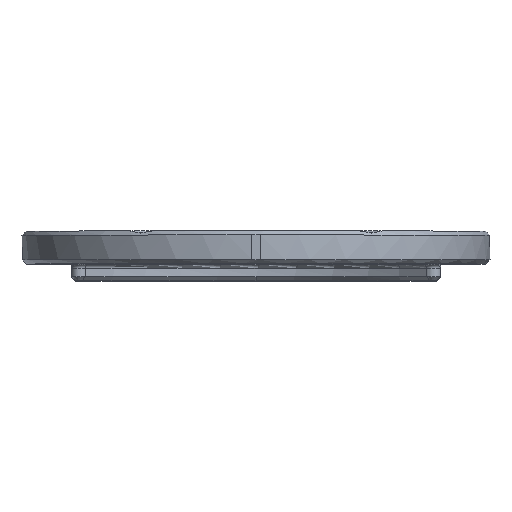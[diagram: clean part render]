
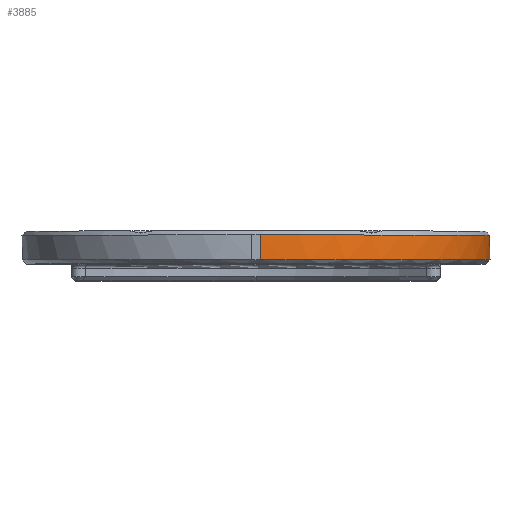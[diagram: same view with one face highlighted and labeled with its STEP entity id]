
A CAD part, top view. The second image highlights one B-rep face of the part: STEP entity #3885.
In plain terms, the highlighted cylindrical face has radius 28.5 mm (diameter 57 mm), a partial arc.
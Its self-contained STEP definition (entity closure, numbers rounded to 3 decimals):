
#11 = CARTESIAN_POINT ( 'NONE',  ( 0.5, 3.5, 18.496 ) ) ;
#28 = CARTESIAN_POINT ( 'NONE',  ( 0.5, 0.5, 18.496 ) ) ;
#29 = CARTESIAN_POINT ( 'NONE',  ( 22.893, 1.5, -26.975 ) ) ;
#66 = CARTESIAN_POINT ( 'NONE',  ( 22.947, 3.5, 7.102 ) ) ;
#92 = CARTESIAN_POINT ( 'NONE',  ( 28.496, 3.5, -7.352 ) ) ;
#118 = VERTEX_POINT ( 'NONE', #3402 ) ;
#220 = B_SPLINE_CURVE_WITH_KNOTS ( 'NONE', 3,
 ( #3019, #29, #351, #1782 ),
 .UNSPECIFIED., .F., .F.,
 ( 4, 4 ),
 ( 0., 1. ),
 .UNSPECIFIED. ) ;
#235 = ORIENTED_EDGE ( 'NONE', *, *, #1837, .F. ) ;
#282 = CARTESIAN_POINT ( 'NONE',  ( 22.947, 0.5, 7.102 ) ) ;
#347 = CARTESIAN_POINT ( 'NONE',  ( 0.5, 3.5, 18.496 ) ) ;
#351 = CARTESIAN_POINT ( 'NONE',  ( 22.893, 2.5, -26.975 ) ) ;
#449 = CARTESIAN_POINT ( 'NONE',  ( 0.5, 1.5, 18.496 ) ) ;
#552 = FACE_OUTER_BOUND ( 'NONE', #1592, .T. ) ;
#666 = CARTESIAN_POINT ( 'NONE',  ( 5.697, 3.5, 18.046 ) ) ;
#739 = CARTESIAN_POINT ( 'NONE',  ( 24.443, 3.5, -24.884 ) ) ;
#755 = B_SPLINE_CURVE_WITH_KNOTS ( 'NONE', 3,
 ( #347, #4001, #666, #4047, #2401, #3314, #4026, #66, #762, #2098, #1006, #92, #3362, #2332, #1052, #2421, #739, #3409 ),
 .UNSPECIFIED., .F., .F.,
 ( 4, 2, 2, 2, 2, 2, 2, 2, 4 ),
 ( 0., 0.125, 0.25, 0.375, 0.5, 0.625, 0.75, 0.875, 1. ),
 .UNSPECIFIED. ) ;
#762 = CARTESIAN_POINT ( 'NONE',  ( 24.418, 3.5, 4.926 ) ) ;
#768 = AXIS2_PLACEMENT_3D ( 'NONE', #2489, #3793, #837 ) ;
#837 = DIRECTION ( 'NONE',  ( 0., 0., 1. ) ) ;
#1006 = CARTESIAN_POINT ( 'NONE',  ( 27.545, 3.5, -2.235 ) ) ;
#1052 = CARTESIAN_POINT ( 'NONE',  ( 27.558, 3.5, -17.718 ) ) ;
#1114 = CARTESIAN_POINT ( 'NONE',  ( 0.5, 2.5, 18.496 ) ) ;
#1294 = CARTESIAN_POINT ( 'NONE',  ( 27.558, 0.5, -17.718 ) ) ;
#1310 = EDGE_CURVE ( 'NONE', #3668, #2047, #1531, .T. ) ;
#1494 = EDGE_CURVE ( 'NONE', #2750, #118, #220, .T. ) ;
#1531 = B_SPLINE_CURVE_WITH_KNOTS ( 'NONE', 3,
 ( #3423, #1114, #449, #2819 ),
 .UNSPECIFIED., .F., .F.,
 ( 4, 4 ),
 ( 0., 1. ),
 .UNSPECIFIED. ) ;
#1592 = EDGE_LOOP ( 'NONE', ( #235, #2450, #2084, #4012 ) ) ;
#1603 = CARTESIAN_POINT ( 'NONE',  ( 3.102, 0.5, 18.45 ) ) ;
#1628 = CARTESIAN_POINT ( 'NONE',  ( 10.682, 0.5, 16.55 ) ) ;
#1649 = CARTESIAN_POINT ( 'NONE',  ( 17.465, 0.5, 12.671 ) ) ;
#1782 = CARTESIAN_POINT ( 'NONE',  ( 22.893, 3.5, -26.975 ) ) ;
#1790 = EDGE_CURVE ( 'NONE', #2750, #2047, #3084, .T. ) ;
#1837 = EDGE_CURVE ( 'NONE', #3668, #118, #755, .T. ) ;
#1909 = CARTESIAN_POINT ( 'NONE',  ( 24.443, 0.5, -24.884 ) ) ;
#1971 = CARTESIAN_POINT ( 'NONE',  ( 25.705, 0.5, -22.581 ) ) ;
#1990 = CARTESIAN_POINT ( 'NONE',  ( 28.15, 0.5, -15.159 ) ) ;
#2047 = VERTEX_POINT ( 'NONE', #28 ) ;
#2084 = ORIENTED_EDGE ( 'NONE', *, *, #1790, .F. ) ;
#2098 = CARTESIAN_POINT ( 'NONE',  ( 26.717, 3.5, 0.257 ) ) ;
#2232 = CARTESIAN_POINT ( 'NONE',  ( 28.496, 0.5, -7.352 ) ) ;
#2332 = CARTESIAN_POINT ( 'NONE',  ( 28.15, 3.5, -15.159 ) ) ;
#2401 = CARTESIAN_POINT ( 'NONE',  ( 13.071, 3.5, 15.459 ) ) ;
#2402 = CARTESIAN_POINT ( 'NONE',  ( 22.893, 0.5, -26.975 ) ) ;
#2421 = CARTESIAN_POINT ( 'NONE',  ( 25.705, 3.5, -22.581 ) ) ;
#2450 = ORIENTED_EDGE ( 'NONE', *, *, #1310, .T. ) ;
#2489 = CARTESIAN_POINT ( 'NONE',  ( 0., 4., -10. ) ) ;
#2750 = VERTEX_POINT ( 'NONE', #2402 ) ;
#2819 = CARTESIAN_POINT ( 'NONE',  ( 0.5, 0.5, 18.496 ) ) ;
#2873 = CARTESIAN_POINT ( 'NONE',  ( 19.47, 0.5, 10.975 ) ) ;
#2912 = CARTESIAN_POINT ( 'NONE',  ( 0.5, 0.5, 18.496 ) ) ;
#3019 = CARTESIAN_POINT ( 'NONE',  ( 22.893, 0.5, -26.975 ) ) ;
#3084 = B_SPLINE_CURVE_WITH_KNOTS ( 'NONE', 3,
 ( #3597, #1909, #1971, #1294, #1990, #3295, #2232, #3936, #3252, #3211, #282, #2873, #1649, #4178, #1628, #3895, #1603, #2912 ),
 .UNSPECIFIED., .F., .F.,
 ( 4, 2, 2, 2, 2, 2, 2, 2, 4 ),
 ( 0., 0.125, 0.25, 0.375, 0.5, 0.625, 0.75, 0.875, 1. ),
 .UNSPECIFIED. ) ;
#3211 = CARTESIAN_POINT ( 'NONE',  ( 24.418, 0.5, 4.926 ) ) ;
#3252 = CARTESIAN_POINT ( 'NONE',  ( 26.717, 0.5, 0.257 ) ) ;
#3295 = CARTESIAN_POINT ( 'NONE',  ( 28.619, 0.5, -9.976 ) ) ;
#3314 = CARTESIAN_POINT ( 'NONE',  ( 17.465, 3.5, 12.671 ) ) ;
#3362 = CARTESIAN_POINT ( 'NONE',  ( 28.619, 3.5, -9.976 ) ) ;
#3402 = CARTESIAN_POINT ( 'NONE',  ( 22.893, 3.5, -26.975 ) ) ;
#3409 = CARTESIAN_POINT ( 'NONE',  ( 22.893, 3.5, -26.975 ) ) ;
#3423 = CARTESIAN_POINT ( 'NONE',  ( 0.5, 3.5, 18.496 ) ) ;
#3597 = CARTESIAN_POINT ( 'NONE',  ( 22.893, 0.5, -26.975 ) ) ;
#3668 = VERTEX_POINT ( 'NONE', #11 ) ;
#3793 = DIRECTION ( 'NONE',  ( 0., 1., 0. ) ) ;
#3885 = ADVANCED_FACE ( 'NONE', ( #552 ), #4115, .T. ) ;
#3895 = CARTESIAN_POINT ( 'NONE',  ( 5.697, 0.5, 18.046 ) ) ;
#3936 = CARTESIAN_POINT ( 'NONE',  ( 27.545, 0.5, -2.235 ) ) ;
#4001 = CARTESIAN_POINT ( 'NONE',  ( 3.102, 3.5, 18.45 ) ) ;
#4012 = ORIENTED_EDGE ( 'NONE', *, *, #1494, .T. ) ;
#4026 = CARTESIAN_POINT ( 'NONE',  ( 19.47, 3.5, 10.975 ) ) ;
#4047 = CARTESIAN_POINT ( 'NONE',  ( 10.682, 3.5, 16.55 ) ) ;
#4115 = CYLINDRICAL_SURFACE ( 'NONE', #768, 28.5 ) ;
#4178 = CARTESIAN_POINT ( 'NONE',  ( 13.071, 0.5, 15.459 ) ) ;
